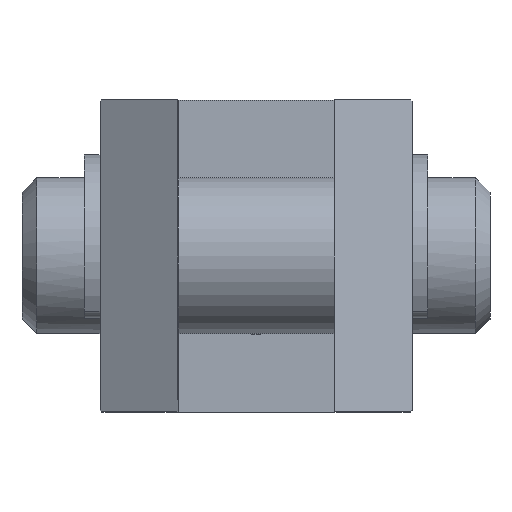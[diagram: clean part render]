
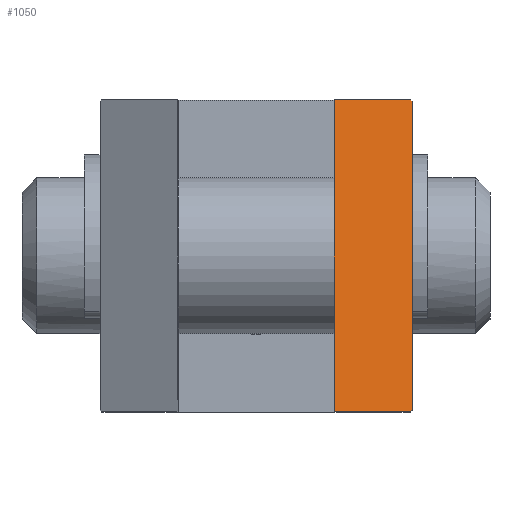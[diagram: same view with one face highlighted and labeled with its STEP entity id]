
A CAD part, top view. The second image highlights one B-rep face of the part: STEP entity #1050.
In plain terms, the highlighted planar face has unit normal (0.5, 0, 0.866).
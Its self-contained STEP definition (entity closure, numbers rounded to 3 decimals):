
#109=LINE('',#1584,#185);
#126=LINE('',#1704,#202);
#127=LINE('',#1706,#203);
#128=LINE('',#1708,#204);
#129=LINE('',#1710,#205);
#130=LINE('',#1712,#206);
#185=VECTOR('',#1259,1000.);
#202=VECTOR('',#1328,1000.);
#203=VECTOR('',#1329,1000.);
#204=VECTOR('',#1330,1000.);
#205=VECTOR('',#1331,1000.);
#206=VECTOR('',#1332,1000.);
#310=ORIENTED_EDGE('',*,*,#558,.F.);
#311=ORIENTED_EDGE('',*,*,#601,.T.);
#312=ORIENTED_EDGE('',*,*,#602,.T.);
#313=ORIENTED_EDGE('',*,*,#603,.T.);
#314=ORIENTED_EDGE('',*,*,#604,.T.);
#315=ORIENTED_EDGE('',*,*,#605,.T.);
#558=EDGE_CURVE('',#706,#707,#109,.T.);
#601=EDGE_CURVE('',#706,#744,#126,.T.);
#602=EDGE_CURVE('',#744,#745,#127,.T.);
#603=EDGE_CURVE('',#745,#746,#128,.T.);
#604=EDGE_CURVE('',#746,#747,#129,.T.);
#605=EDGE_CURVE('',#747,#707,#130,.T.);
#706=VERTEX_POINT('',#1583);
#707=VERTEX_POINT('',#1585);
#744=VERTEX_POINT('',#1705);
#745=VERTEX_POINT('',#1707);
#746=VERTEX_POINT('',#1709);
#747=VERTEX_POINT('',#1711);
#839=EDGE_LOOP('',(#310,#311,#312,#313,#314,#315));
#927=FACE_BOUND('',#839,.T.);
#1009=PLANE('',#1161);
#1050=ADVANCED_FACE('',(#927),#1009,.T.);
#1161=AXIS2_PLACEMENT_3D('',#1703,#1326,#1327);
#1259=DIRECTION('',(0.,-1.,0.));
#1326=DIRECTION('',(0.5,0.,0.866));
#1327=DIRECTION('',(0.866,0.,-0.5));
#1328=DIRECTION('',(-0.655,0.655,0.378));
#1329=DIRECTION('',(-0.866,0.,0.5));
#1330=DIRECTION('',(0.,-1.,0.));
#1331=DIRECTION('',(0.866,0.,-0.5));
#1332=DIRECTION('',(0.655,0.655,-0.378));
#1583=CARTESIAN_POINT('',(8.,7.9,39.691));
#1584=CARTESIAN_POINT('',(8.,16.,39.691));
#1585=CARTESIAN_POINT('',(8.,-7.9,39.691));
#1703=CARTESIAN_POINT('',(8.,16.,39.691));
#1704=CARTESIAN_POINT('',(4.529,11.371,41.695));
#1705=CARTESIAN_POINT('',(7.9,8.,39.748));
#1706=CARTESIAN_POINT('',(8.,8.,39.691));
#1707=CARTESIAN_POINT('',(4.,8.,42.));
#1708=CARTESIAN_POINT('',(4.,16.,42.));
#1709=CARTESIAN_POINT('',(4.,-8.,42.));
#1710=CARTESIAN_POINT('',(8.,-8.,39.691));
#1711=CARTESIAN_POINT('',(7.9,-8.,39.748));
#1712=CARTESIAN_POINT('',(18.243,2.343,33.777));
